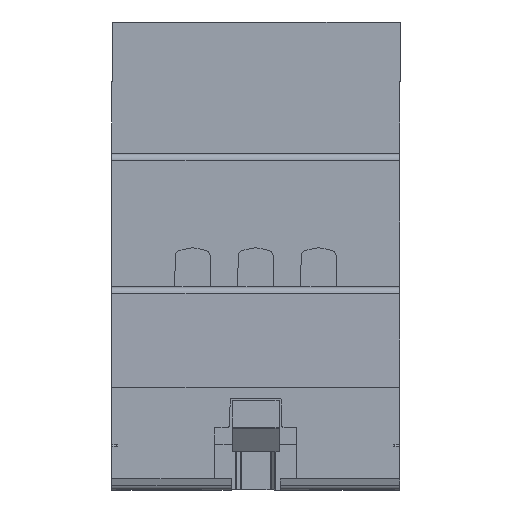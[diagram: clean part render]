
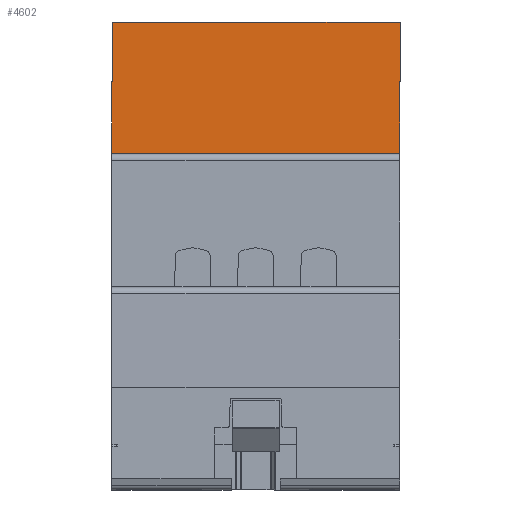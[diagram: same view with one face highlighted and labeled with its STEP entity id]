
A CAD part, front view. The second image highlights one B-rep face of the part: STEP entity #4602.
In plain terms, the highlighted planar face has unit normal (0, -1, 0).
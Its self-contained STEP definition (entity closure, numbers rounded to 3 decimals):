
#3678=FACE_OUTER_BOUND('',#5619,.T.);
#4602=ADVANCED_FACE('NONE',(#3678),#5171,.F.);
#5171=PLANE('',#15181);
#5619=EDGE_LOOP('',(#6348,#6349,#6350,#6351,#6352,#6353,#6354,#6355));
#6348=ORIENTED_EDGE('',*,*,#10676,.F.);
#6349=ORIENTED_EDGE('',*,*,#10677,.T.);
#6350=ORIENTED_EDGE('',*,*,#10678,.F.);
#6351=ORIENTED_EDGE('',*,*,#10541,.F.);
#6352=ORIENTED_EDGE('',*,*,#10679,.T.);
#6353=ORIENTED_EDGE('',*,*,#10680,.T.);
#6354=ORIENTED_EDGE('',*,*,#10647,.F.);
#6355=ORIENTED_EDGE('',*,*,#10681,.F.);
#9460=VERTEX_POINT('',#19351);
#9461=VERTEX_POINT('',#19353);
#9566=VERTEX_POINT('',#19809);
#9567=VERTEX_POINT('',#19811);
#9591=VERTEX_POINT('',#19869);
#9592=VERTEX_POINT('',#19870);
#9593=VERTEX_POINT('',#19872);
#9594=VERTEX_POINT('',#19875);
#10541=EDGE_CURVE('',#9460,#9461,#12167,.T.);
#10647=EDGE_CURVE('NONE',#9566,#9567,#12192,.T.);
#10676=EDGE_CURVE('NONE',#9591,#9592,#12219,.T.);
#10677=EDGE_CURVE('',#9591,#9593,#12220,.T.);
#10678=EDGE_CURVE('',#9461,#9593,#12221,.T.);
#10679=EDGE_CURVE('',#9460,#9594,#12222,.T.);
#10680=EDGE_CURVE('',#9594,#9567,#12223,.T.);
#10681=EDGE_CURVE('NONE',#9592,#9566,#12224,.T.);
#12167=LINE('',#19352,#13251);
#12192=LINE('',#19810,#13276);
#12219=LINE('',#19868,#13303);
#12220=LINE('',#19871,#13304);
#12221=LINE('',#19873,#13305);
#12222=LINE('',#19874,#13306);
#12223=LINE('',#19876,#13307);
#12224=LINE('',#19877,#13308);
#13251=VECTOR('',#16109,1.);
#13276=VECTOR('',#16180,1.);
#13303=VECTOR('',#16221,1.);
#13304=VECTOR('',#16222,1.);
#13305=VECTOR('',#16223,1.);
#13306=VECTOR('',#16224,1.);
#13307=VECTOR('',#16225,1.);
#13308=VECTOR('',#16226,1.);
#15181=AXIS2_PLACEMENT_3D('',#19878,#16227,#16228);
#16109=DIRECTION('',(1.,0.,0.));
#16180=DIRECTION('',(0.,0.,1.));
#16221=DIRECTION('',(0.,0.,-1.));
#16222=DIRECTION('',(1.,0.,0.));
#16223=DIRECTION('',(0.,0.,-1.));
#16224=DIRECTION('',(0.,0.,-1.));
#16225=DIRECTION('',(-1.,0.,0.));
#16226=DIRECTION('',(-1.,0.,0.));
#16227=DIRECTION('',(0.,1.,0.));
#16228=DIRECTION('',(-1.,0.,0.));
#19351=CARTESIAN_POINT('',(0.1,22.5,70.6));
#19352=CARTESIAN_POINT('',(0.,22.5,70.6));
#19353=CARTESIAN_POINT('',(43.5,22.5,70.6));
#19809=CARTESIAN_POINT('',(0.,22.5,50.8));
#19810=CARTESIAN_POINT('',(0.,22.5,29.6));
#19811=CARTESIAN_POINT('',(0.,22.5,61.6));
#19868=CARTESIAN_POINT('',(43.4,22.5,60.6));
#19869=CARTESIAN_POINT('',(43.4,22.5,61.6));
#19870=CARTESIAN_POINT('',(43.4,22.5,50.8));
#19871=CARTESIAN_POINT('',(0.,22.5,61.6));
#19872=CARTESIAN_POINT('',(43.5,22.5,61.6));
#19873=CARTESIAN_POINT('',(43.5,22.5,61.6));
#19874=CARTESIAN_POINT('',(0.1,22.5,61.6));
#19875=CARTESIAN_POINT('',(0.1,22.5,61.6));
#19876=CARTESIAN_POINT('',(0.,22.5,61.6));
#19877=CARTESIAN_POINT('',(0.,22.5,50.8));
#19878=CARTESIAN_POINT('',(0.,22.5,60.6));
